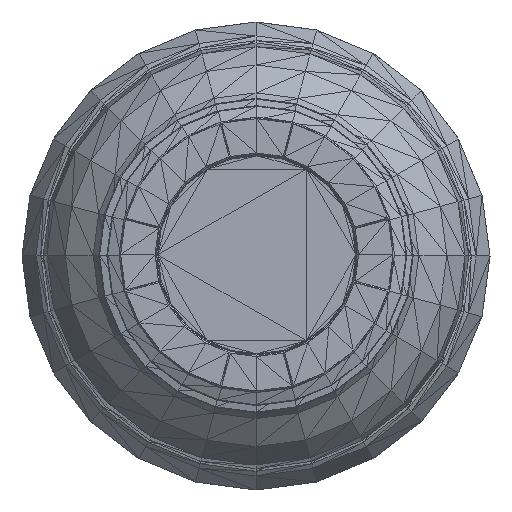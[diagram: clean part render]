
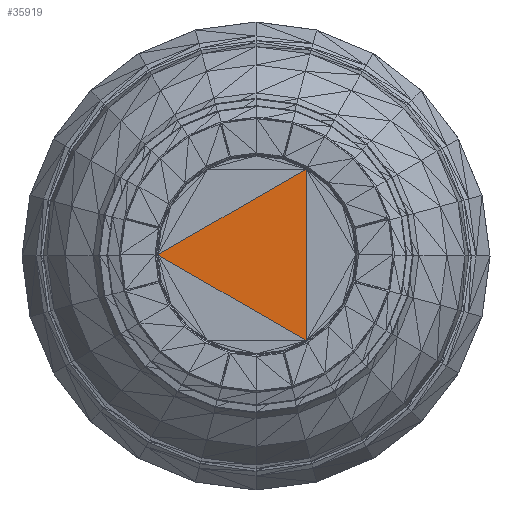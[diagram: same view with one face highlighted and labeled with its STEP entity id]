
A CAD part, top view. The second image highlights one B-rep face of the part: STEP entity #35919.
In plain terms, the highlighted planar face has unit normal (0, 0, 1).
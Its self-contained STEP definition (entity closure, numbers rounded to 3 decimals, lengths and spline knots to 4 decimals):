
#166=PLANE('',#39180);
#3411=FACE_OUTER_BOUND('',#6656,.T.);
#6656=EDGE_LOOP('',(#26490,#26491,#26492));
#10046=LINE('',#54248,#14920);
#10047=LINE('',#54249,#14921);
#10048=LINE('',#54250,#14922);
#14920=VECTOR('',#42884,13.5163);
#14921=VECTOR('',#42885,13.5163);
#14922=VECTOR('',#42886,13.5163);
#19615=VERTEX_POINT('',#54101);
#19631=VERTEX_POINT('',#54165);
#19647=VERTEX_POINT('',#54229);
#21436=EDGE_CURVE('',#19615,#19631,#10046,.T.);
#21437=EDGE_CURVE('',#19647,#19631,#10047,.T.);
#21438=EDGE_CURVE('',#19647,#19615,#10048,.T.);
#26490=ORIENTED_EDGE('',*,*,#21436,.T.);
#26491=ORIENTED_EDGE('',*,*,#21437,.F.);
#26492=ORIENTED_EDGE('',*,*,#21438,.T.);
#35919=ADVANCED_FACE('',(#3411),#166,.T.);
#39180=AXIS2_PLACEMENT_3D('',#54247,#42882,#42883);
#42882=DIRECTION('center_axis',(0.,0.,1.));
#42883=DIRECTION('ref_axis',(1.,0.,0.));
#42884=DIRECTION('',(0.866,-0.5,0.));
#42885=DIRECTION('',(0.,-1.,0.));
#42886=DIRECTION('',(-0.866,-0.5,0.));
#54101=CARTESIAN_POINT('',(-3.8055,0.,26.854));
#54165=CARTESIAN_POINT('',(1.9495,-3.3226,26.854));
#54229=CARTESIAN_POINT('',(1.9495,3.3226,26.854));
#54247=CARTESIAN_POINT('Origin',(1.9495,3.3226,26.854));
#54248=CARTESIAN_POINT('',(-3.8055,0.,26.854));
#54249=CARTESIAN_POINT('',(1.9495,3.3226,26.854));
#54250=CARTESIAN_POINT('',(1.9495,3.3226,26.854));
